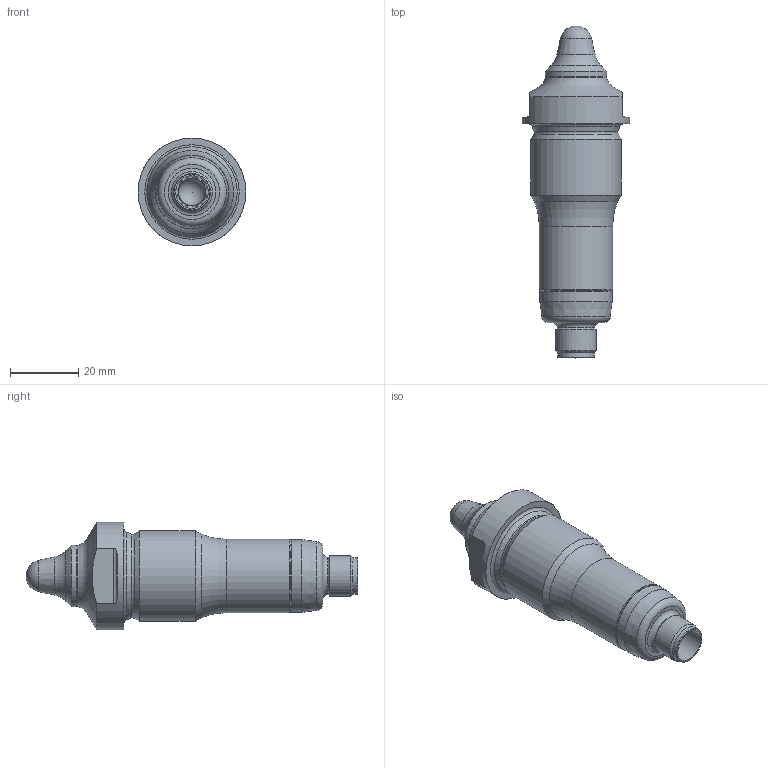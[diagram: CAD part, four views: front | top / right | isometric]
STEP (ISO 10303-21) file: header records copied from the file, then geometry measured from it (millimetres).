
FILE_DESCRIPTION(/* description */ ('Unknown'),/* implementation_level */ '2;1');
FILE_NAME(/* name */ 'PL20 G¾ Reverse m. M12 SS',/* time_stamp */ '2020-12-17T13:15:26+01:00',/* author */ ('Unknown'),/* organization */ ('Unknown'),/* preprocessor_version */ 'ST-DEVELOPER v16.7',/* originating_system */ 'DEX',/* authorisation */ $);
FILE_SCHEMA (('AUTOMOTIVE_DESIGN {1 0 10303 214 3 1 1}'));
Length unit declared in the file: millimetre
Products named in the file (1): Part1
Bounding box: 31.5 x 97.1 x 31.5 mm (x, y, z)
Volume: 18395.9 mm3; surface area: 13128.5 mm2
Topology: 2 solids, 3 shells, 107 faces, 252 edges, 158 vertices
Faces by surface type: cylinder 32, cone 25, plane 23, torus 19, sphere 8
Full cylindrical faces by diameter (mm): 8 x1, 8.2 x1, 9.55 x1, 10.8 x1, 12 x1, 12.917 x1, 13.4 x1, 15 x1, 15.8 x1, 15.96 x1, 16.5 x1, 18 x2, 19 x2, 19.5 x1, 19.58 x1, 19.6 x1, 20 x1, 20.6 x1, 21.3 x1, 21.5 x1, 26.441 x1, 31.5 x1
Entity records: 3196 total; most frequent: DIRECTION 452, CARTESIAN_POINT 442, ORIENTED_EDGE 280, AXIS2_PLACEMENT_3D 216, EDGE_LOOP 194, FACE_BOUND 194, EDGE_CURVE 140, VERTEX_POINT 122
